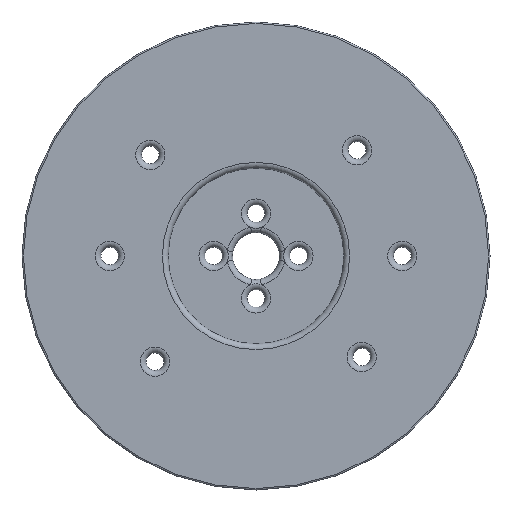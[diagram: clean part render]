
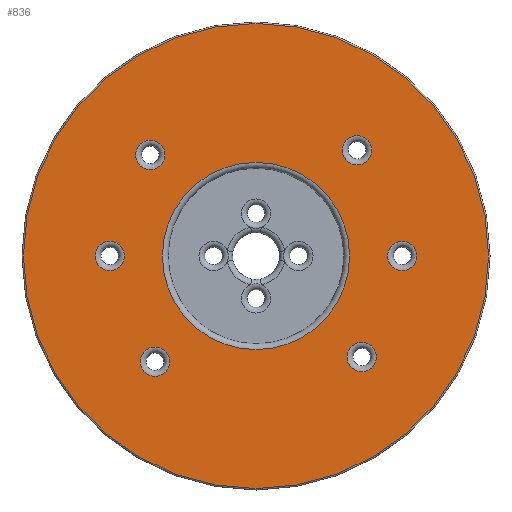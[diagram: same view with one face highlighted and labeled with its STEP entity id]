
A CAD part, front view. The second image highlights one B-rep face of the part: STEP entity #836.
In plain terms, the highlighted planar face has unit normal (0, -1, 0).
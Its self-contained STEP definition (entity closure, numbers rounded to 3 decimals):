
#91=PLANE('',#929);
#130=ORIENTED_EDGE('',*,*,#341,.T.);
#131=ORIENTED_EDGE('',*,*,#342,.T.);
#132=ORIENTED_EDGE('',*,*,#343,.T.);
#133=ORIENTED_EDGE('',*,*,#344,.T.);
#134=ORIENTED_EDGE('',*,*,#345,.T.);
#135=ORIENTED_EDGE('',*,*,#346,.T.);
#136=ORIENTED_EDGE('',*,*,#347,.T.);
#137=ORIENTED_EDGE('',*,*,#348,.T.);
#341=EDGE_CURVE('',#447,#447,#525,.F.);
#342=EDGE_CURVE('',#448,#448,#526,.T.);
#343=EDGE_CURVE('',#449,#449,#527,.T.);
#344=EDGE_CURVE('',#450,#450,#528,.T.);
#345=EDGE_CURVE('',#451,#451,#529,.T.);
#346=EDGE_CURVE('',#452,#452,#530,.T.);
#347=EDGE_CURVE('',#453,#453,#531,.T.);
#348=EDGE_CURVE('',#454,#454,#532,.T.);
#447=VERTEX_POINT('',#1390);
#448=VERTEX_POINT('',#1392);
#449=VERTEX_POINT('',#1394);
#450=VERTEX_POINT('',#1396);
#451=VERTEX_POINT('',#1398);
#452=VERTEX_POINT('',#1400);
#453=VERTEX_POINT('',#1402);
#454=VERTEX_POINT('',#1404);
#525=CIRCLE('',#930,39.75);
#526=CIRCLE('',#931,2.5);
#527=CIRCLE('',#932,2.5);
#528=CIRCLE('',#933,2.5);
#529=CIRCLE('',#934,2.5);
#530=CIRCLE('',#935,2.5);
#531=CIRCLE('',#936,2.5);
#532=CIRCLE('',#937,16.);
#606=EDGE_LOOP('',(#130));
#607=EDGE_LOOP('',(#131));
#608=EDGE_LOOP('',(#132));
#609=EDGE_LOOP('',(#133));
#610=EDGE_LOOP('',(#134));
#611=EDGE_LOOP('',(#135));
#612=EDGE_LOOP('',(#136));
#613=EDGE_LOOP('',(#137));
#720=FACE_BOUND('',#606,.T.);
#721=FACE_BOUND('',#607,.T.);
#722=FACE_BOUND('',#608,.T.);
#723=FACE_BOUND('',#609,.T.);
#724=FACE_BOUND('',#610,.T.);
#725=FACE_BOUND('',#611,.T.);
#726=FACE_BOUND('',#612,.T.);
#727=FACE_BOUND('',#613,.T.);
#836=ADVANCED_FACE('',(#720,#721,#722,#723,#724,#725,#726,#727),#91,.F.);
#929=AXIS2_PLACEMENT_3D('',#1388,#1098,#1099);
#930=AXIS2_PLACEMENT_3D('',#1389,#1100,#1101);
#931=AXIS2_PLACEMENT_3D('',#1391,#1102,#1103);
#932=AXIS2_PLACEMENT_3D('',#1393,#1104,#1105);
#933=AXIS2_PLACEMENT_3D('',#1395,#1106,#1107);
#934=AXIS2_PLACEMENT_3D('',#1397,#1108,#1109);
#935=AXIS2_PLACEMENT_3D('',#1399,#1110,#1111);
#936=AXIS2_PLACEMENT_3D('',#1401,#1112,#1113);
#937=AXIS2_PLACEMENT_3D('',#1403,#1114,#1115);
#1098=DIRECTION('',(0.,1.,0.));
#1099=DIRECTION('',(0.,0.,1.));
#1100=DIRECTION('',(0.,1.,0.));
#1101=DIRECTION('',(0.,0.,1.));
#1102=DIRECTION('',(0.,1.,0.));
#1103=DIRECTION('',(0.,0.,1.));
#1104=DIRECTION('',(0.,1.,0.));
#1105=DIRECTION('',(0.,0.,1.));
#1106=DIRECTION('',(0.,1.,0.));
#1107=DIRECTION('',(0.,0.,1.));
#1108=DIRECTION('',(0.,1.,0.));
#1109=DIRECTION('',(0.,0.,1.));
#1110=DIRECTION('',(0.,1.,0.));
#1111=DIRECTION('',(0.,0.,1.));
#1112=DIRECTION('',(0.,1.,0.));
#1113=DIRECTION('',(0.,0.,1.));
#1114=DIRECTION('',(0.,1.,0.));
#1115=DIRECTION('',(0.,0.,1.));
#1388=CARTESIAN_POINT('',(0.,-24.8,0.));
#1389=CARTESIAN_POINT('',(0.,-24.8,0.));
#1390=CARTESIAN_POINT('',(0.,-24.8,39.75));
#1391=CARTESIAN_POINT('',(-25.,-24.8,0.));
#1392=CARTESIAN_POINT('',(-25.,-24.8,2.5));
#1393=CARTESIAN_POINT('',(-18.073,-24.8,17.273));
#1394=CARTESIAN_POINT('',(-18.073,-24.8,19.773));
#1395=CARTESIAN_POINT('',(17.273,-24.8,18.073));
#1396=CARTESIAN_POINT('',(17.273,-24.8,20.573));
#1397=CARTESIAN_POINT('',(25.,-24.8,0.));
#1398=CARTESIAN_POINT('',(25.,-24.8,2.5));
#1399=CARTESIAN_POINT('',(18.073,-24.8,-17.273));
#1400=CARTESIAN_POINT('',(18.073,-24.8,-14.773));
#1401=CARTESIAN_POINT('',(-17.273,-24.8,-18.073));
#1402=CARTESIAN_POINT('',(-17.273,-24.8,-15.573));
#1403=CARTESIAN_POINT('',(0.,-24.8,0.));
#1404=CARTESIAN_POINT('',(0.,-24.8,16.));
